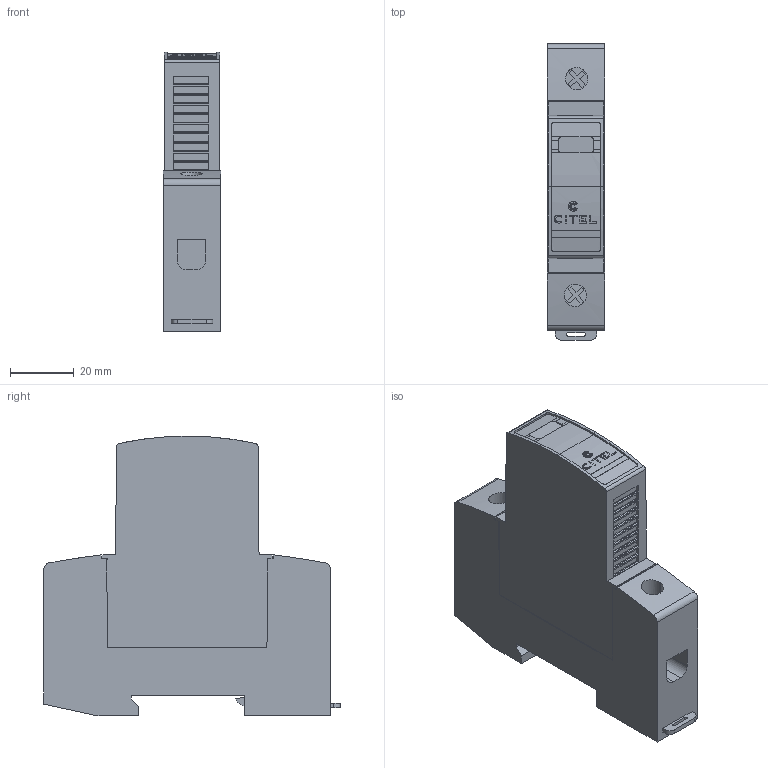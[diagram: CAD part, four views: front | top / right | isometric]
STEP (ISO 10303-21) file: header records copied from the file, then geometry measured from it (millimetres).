
FILE_DESCRIPTION(('STEP AP242'),'1');
FILE_NAME('dac1-13vg-10-150.stp','2021-11-08T12:15:58',('TraceParts'),('TraceParts S.A.'),'Spatial InterOp 3D',' ',' ');
FILE_SCHEMA(('AP242_MANAGED_MODEL_BASED_3D_ENGINEERING_MIM_LF {1 0 10303 442 1 1 4}'));
Length unit declared in the file: millimetre
Products named in the file (1): dac1-13vg-10-150
Bounding box: 18 x 93 x 87.81 mm (x, y, z)
Volume: 99389.7 mm3; surface area: 20784.8 mm2
Topology: 1 solids, 1 shells, 407 faces, 1102 edges, 730 vertices
Faces by surface type: plane 316, cylinder 91
Entity records: 16704 total; most frequent: CARTESIAN_POINT 3014, ORIENTED_EDGE 2204, DIRECTION 2100, EDGE_CURVE 1102, LINE 840, VECTOR 840, VERTEX_POINT 730, AXIS2_PLACEMENT_3D 630
